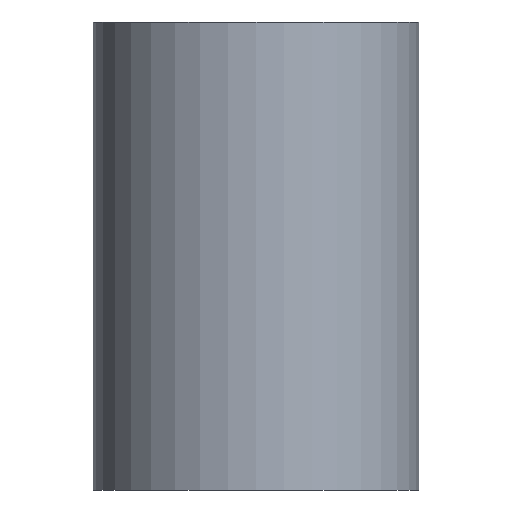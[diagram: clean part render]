
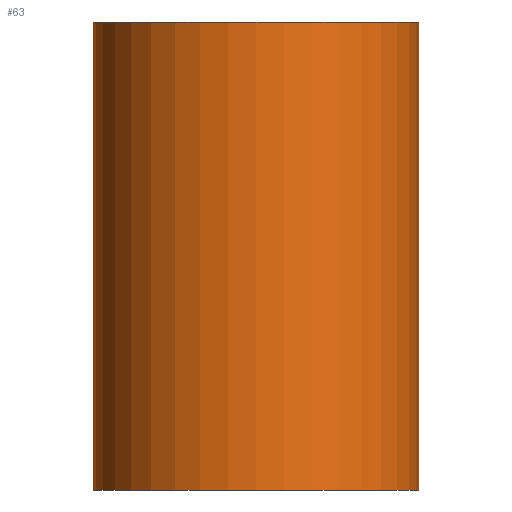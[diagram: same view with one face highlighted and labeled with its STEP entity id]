
A CAD part, front view. The second image highlights one B-rep face of the part: STEP entity #63.
In plain terms, the highlighted cylindrical face has radius 8 mm (diameter 16 mm), a partial arc.
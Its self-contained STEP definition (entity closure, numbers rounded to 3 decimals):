
#8 = CARTESIAN_POINT ( 'NONE',  ( 0., 0., 23. ) ) ;
#13 = DIRECTION ( 'NONE',  ( 0., 0., -1. ) ) ;
#15 = CARTESIAN_POINT ( 'NONE',  ( -8., 0., 23. ) ) ;
#17 = VECTOR ( 'NONE', #13, 1000. ) ;
#24 = VERTEX_POINT ( 'NONE', #28 ) ;
#28 = CARTESIAN_POINT ( 'NONE',  ( -8., 0., 0. ) ) ;
#44 = DIRECTION ( 'NONE',  ( 0., 0., -1. ) ) ;
#45 = DIRECTION ( 'NONE',  ( 0., 0., 1. ) ) ;
#63 = ADVANCED_FACE ( 'NONE', ( #156 ), #135, .T. ) ;
#65 = DIRECTION ( 'NONE',  ( 0., 0., -1. ) ) ;
#66 = AXIS2_PLACEMENT_3D ( 'NONE', #269, #44, #265 ) ;
#69 = LINE ( 'NONE', #264, #129 ) ;
#80 = ORIENTED_EDGE ( 'NONE', *, *, #128, .F. ) ;
#81 = AXIS2_PLACEMENT_3D ( 'NONE', #202, #45, #220 ) ;
#82 = VERTEX_POINT ( 'NONE', #225 ) ;
#88 = DIRECTION ( 'NONE',  ( 0., 0., 1. ) ) ;
#103 = AXIS2_PLACEMENT_3D ( 'NONE', #8, #88, #113 ) ;
#113 = DIRECTION ( 'NONE',  ( 1., 0., 0. ) ) ;
#128 = EDGE_CURVE ( 'NONE', #233, #170, #187, .T. ) ;
#129 = VECTOR ( 'NONE', #65, 1000. ) ;
#135 = CYLINDRICAL_SURFACE ( 'NONE', #66, 8. ) ;
#136 = EDGE_CURVE ( 'NONE', #170, #82, #69, .T. ) ;
#145 = EDGE_CURVE ( 'NONE', #24, #82, #261, .T. ) ;
#156 = FACE_OUTER_BOUND ( 'NONE', #171, .T. ) ;
#157 = EDGE_CURVE ( 'NONE', #233, #24, #242, .T. ) ;
#170 = VERTEX_POINT ( 'NONE', #273 ) ;
#171 = EDGE_LOOP ( 'NONE', ( #252, #80, #239, #236 ) ) ;
#187 = CIRCLE ( 'NONE', #103, 8. ) ;
#201 = CARTESIAN_POINT ( 'NONE',  ( -8., 0., 23. ) ) ;
#202 = CARTESIAN_POINT ( 'NONE',  ( 0., 0., 0. ) ) ;
#220 = DIRECTION ( 'NONE',  ( 1., 0., 0. ) ) ;
#225 = CARTESIAN_POINT ( 'NONE',  ( 8., 0., 0. ) ) ;
#233 = VERTEX_POINT ( 'NONE', #15 ) ;
#236 = ORIENTED_EDGE ( 'NONE', *, *, #145, .T. ) ;
#239 = ORIENTED_EDGE ( 'NONE', *, *, #157, .T. ) ;
#242 = LINE ( 'NONE', #201, #17 ) ;
#252 = ORIENTED_EDGE ( 'NONE', *, *, #136, .F. ) ;
#261 = CIRCLE ( 'NONE', #81, 8. ) ;
#264 = CARTESIAN_POINT ( 'NONE',  ( 8., 0., 23. ) ) ;
#265 = DIRECTION ( 'NONE',  ( -1., 0., 0. ) ) ;
#269 = CARTESIAN_POINT ( 'NONE',  ( 0., 0., 23. ) ) ;
#273 = CARTESIAN_POINT ( 'NONE',  ( 8., 0., 23. ) ) ;
